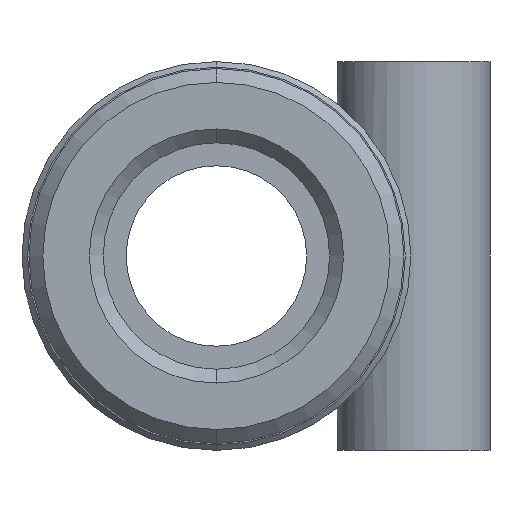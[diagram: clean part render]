
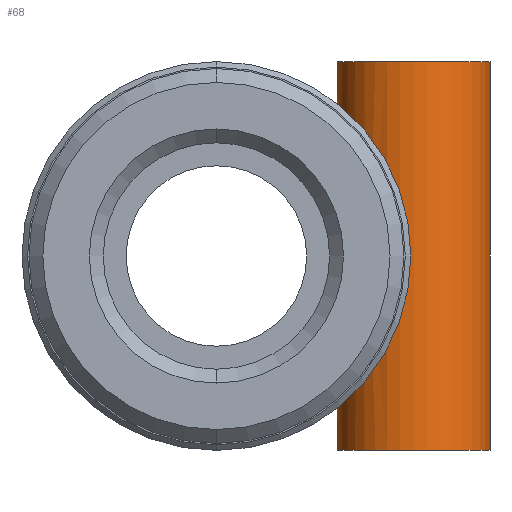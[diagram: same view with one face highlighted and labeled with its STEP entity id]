
A CAD part, front view. The second image highlights one B-rep face of the part: STEP entity #68.
In plain terms, the highlighted cylindrical face has radius 2.75 mm (diameter 5.5 mm), a partial arc.
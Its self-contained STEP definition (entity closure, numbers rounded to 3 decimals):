
#5 = ORIENTED_EDGE ( 'NONE', *, *, #83, .T. ) ;
#40 = EDGE_CURVE ( 'NONE', #562, #563, #634, .T. ) ;
#64 = EDGE_CURVE ( 'NONE', #556, #461, #753, .T. ) ;
#68 = ADVANCED_FACE ( 'NONE', ( #754 ), #704, .T. ) ;
#69 = EDGE_LOOP ( 'NONE', ( #70, #85, #78, #79, #80, #5 ) ) ;
#70 = ORIENTED_EDGE ( 'NONE', *, *, #592, .F. ) ;
#78 = ORIENTED_EDGE ( 'NONE', *, *, #598, .T. ) ;
#79 = ORIENTED_EDGE ( 'NONE', *, *, #40, .F. ) ;
#80 = ORIENTED_EDGE ( 'NONE', *, *, #609, .T. ) ;
#83 = EDGE_CURVE ( 'NONE', #593, #557, #729, .T. ) ;
#85 = ORIENTED_EDGE ( 'NONE', *, *, #64, .F. ) ;
#461 = VERTEX_POINT ( 'NONE', #1304 ) ;
#498 = CARTESIAN_POINT ( 'NONE',  ( 5.458, -2.209, -0.78 ) ) ;
#499 = CARTESIAN_POINT ( 'NONE',  ( 5.294, -2.076, -1.541 ) ) ;
#500 = CARTESIAN_POINT ( 'NONE',  ( 5.173, -1.974, -1.902 ) ) ;
#501 = CARTESIAN_POINT ( 'NONE',  ( 4.954, -1.724, -2.395 ) ) ;
#502 = CARTESIAN_POINT ( 'NONE',  ( 4.877, -1.625, -2.548 ) ) ;
#503 = CARTESIAN_POINT ( 'NONE',  ( 4.723, -1.39, -2.823 ) ) ;
#504 = CARTESIAN_POINT ( 'NONE',  ( 4.646, -1.252, -2.947 ) ) ;
#505 = CARTESIAN_POINT ( 'NONE',  ( 4.511, -0.942, -3.149 ) ) ;
#506 = CARTESIAN_POINT ( 'NONE',  ( 4.452, -0.766, -3.23 ) ) ;
#507 = CARTESIAN_POINT ( 'NONE',  ( 4.372, -0.396, -3.338 ) ) ;
#524 = CARTESIAN_POINT ( 'NONE',  ( 4.35, -0.197, -3.366 ) ) ;
#525 = CARTESIAN_POINT ( 'NONE',  ( 4.35, 0., -3.366 ) ) ;
#533 = CARTESIAN_POINT ( 'NONE',  ( 4.35, 0., 3.366 ) ) ;
#534 = CARTESIAN_POINT ( 'NONE',  ( 4.35, -0.199, 3.366 ) ) ;
#535 = CARTESIAN_POINT ( 'NONE',  ( 4.371, -0.392, 3.338 ) ) ;
#536 = CARTESIAN_POINT ( 'NONE',  ( 4.452, -0.765, 3.231 ) ) ;
#537 = CARTESIAN_POINT ( 'NONE',  ( 4.51, -0.939, 3.151 ) ) ;
#538 = CARTESIAN_POINT ( 'NONE',  ( 4.645, -1.25, 2.948 ) ) ;
#539 = CARTESIAN_POINT ( 'NONE',  ( 4.722, -1.387, 2.825 ) ) ;
#540 = CARTESIAN_POINT ( 'NONE',  ( 4.875, -1.623, 2.55 ) ) ;
#541 = CARTESIAN_POINT ( 'NONE',  ( 4.954, -1.723, 2.396 ) ) ;
#542 = CARTESIAN_POINT ( 'NONE',  ( 5.171, -1.972, 1.907 ) ) ;
#543 = CARTESIAN_POINT ( 'NONE',  ( 5.294, -2.077, 1.539 ) ) ;
#544 = CARTESIAN_POINT ( 'NONE',  ( 5.416, -2.175, 0.975 ) ) ;
#545 = CARTESIAN_POINT ( 'NONE',  ( 5.447, -2.198, 0.783 ) ) ;
#546 = CARTESIAN_POINT ( 'NONE',  ( 5.489, -2.229, 0.395 ) ) ;
#547 = CARTESIAN_POINT ( 'NONE',  ( 5.5, -2.237, 0.197 ) ) ;
#548 = CARTESIAN_POINT ( 'NONE',  ( 5.5, -2.237, -0.393 ) ) ;
#556 = VERTEX_POINT ( 'NONE', #1422 ) ;
#557 = VERTEX_POINT ( 'NONE', #1421 ) ;
#562 = VERTEX_POINT ( 'NONE', #1366 ) ;
#563 = VERTEX_POINT ( 'NONE', #1365 ) ;
#592 = EDGE_CURVE ( 'NONE', #461, #557, #1473, .T. ) ;
#593 = VERTEX_POINT ( 'NONE', #1502 ) ;
#598 = EDGE_CURVE ( 'NONE', #556, #563, #1463, .T. ) ;
#609 = EDGE_CURVE ( 'NONE', #562, #593, #1470, .T. ) ;
#634 = B_SPLINE_CURVE_WITH_KNOTS ( 'NONE', 3,
 ( #525, #524, #507, #506, #505, #504, #503, #502, #501, #500, #499, #498, #548, #547, #546, #545, #544, #543, #542, #541, #540, #539, #538, #537, #536, #535, #534, #533 ),
 .UNSPECIFIED., .F., .F.,
 ( 4, 2, 2, 2, 2, 2, 2, 2, 2, 2, 2, 2, 2, 4 ),
 ( 0.009, 0.01, 0.011, 0.011, 0.012, 0.013, 0.014, 0.015, 0.015, 0.016, 0.017, 0.018, 0.018, 0.019 ),
 .UNSPECIFIED. ) ;
#641 = CARTESIAN_POINT ( 'NONE',  ( 7.1, 0., 7. ) ) ;
#649 = DIRECTION ( 'NONE',  ( 1., 0., 0. ) ) ;
#704 = CYLINDRICAL_SURFACE ( 'NONE', #751, 2.75 ) ;
#705 = DIRECTION ( 'NONE',  ( 1., 0., 0. ) ) ;
#706 = DIRECTION ( 'NONE',  ( 0., 0., 1. ) ) ;
#727 = DIRECTION ( 'NONE',  ( 0., 0., 1. ) ) ;
#728 = AXIS2_PLACEMENT_3D ( 'NONE', #783, #727, #649 ) ;
#729 = CIRCLE ( 'NONE', #728, 2.75 ) ;
#737 = DIRECTION ( 'NONE',  ( -1., 0., 0. ) ) ;
#738 = DIRECTION ( 'NONE',  ( 0., 0., -1. ) ) ;
#750 = CARTESIAN_POINT ( 'NONE',  ( 7.1, 0., 7. ) ) ;
#751 = AXIS2_PLACEMENT_3D ( 'NONE', #750, #738, #737 ) ;
#752 = AXIS2_PLACEMENT_3D ( 'NONE', #641, #706, #705 ) ;
#753 = CIRCLE ( 'NONE', #752, 2.75 ) ;
#754 = FACE_OUTER_BOUND ( 'NONE', #69, .T. ) ;
#783 = CARTESIAN_POINT ( 'NONE',  ( 7.1, 0., -7. ) ) ;
#1304 = CARTESIAN_POINT ( 'NONE',  ( 9.85, 0., 7. ) ) ;
#1365 = CARTESIAN_POINT ( 'NONE',  ( 4.35, 0., 3.366 ) ) ;
#1366 = CARTESIAN_POINT ( 'NONE',  ( 4.35, 0., -3.366 ) ) ;
#1421 = CARTESIAN_POINT ( 'NONE',  ( 9.85, 0., -7. ) ) ;
#1422 = CARTESIAN_POINT ( 'NONE',  ( 4.35, 0., 7. ) ) ;
#1463 = LINE ( 'NONE', #1466, #1468 ) ;
#1466 = CARTESIAN_POINT ( 'NONE',  ( 4.35, 0., 7. ) ) ;
#1468 = VECTOR ( 'NONE', #1484, 1000. ) ;
#1469 = CARTESIAN_POINT ( 'NONE',  ( 4.35, 0., 7. ) ) ;
#1470 = LINE ( 'NONE', #1469, #1505 ) ;
#1473 = LINE ( 'NONE', #1481, #1483 ) ;
#1478 = DIRECTION ( 'NONE',  ( 0., 0., -1. ) ) ;
#1481 = CARTESIAN_POINT ( 'NONE',  ( 9.85, 0., 7. ) ) ;
#1483 = VECTOR ( 'NONE', #1478, 1000. ) ;
#1484 = DIRECTION ( 'NONE',  ( 0., 0., -1. ) ) ;
#1502 = CARTESIAN_POINT ( 'NONE',  ( 4.35, 0., -7. ) ) ;
#1504 = DIRECTION ( 'NONE',  ( 0., 0., -1. ) ) ;
#1505 = VECTOR ( 'NONE', #1504, 1000. ) ;
